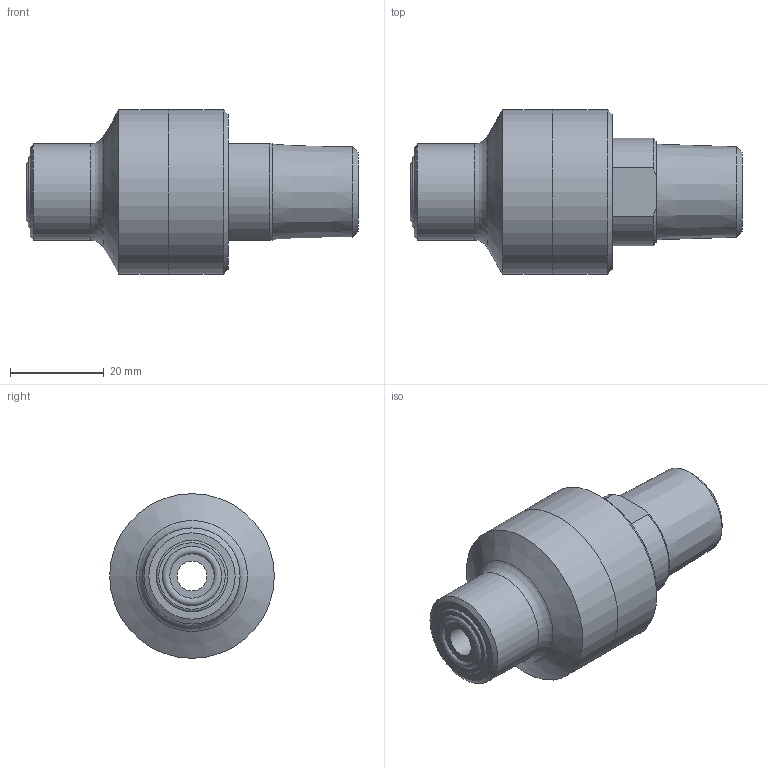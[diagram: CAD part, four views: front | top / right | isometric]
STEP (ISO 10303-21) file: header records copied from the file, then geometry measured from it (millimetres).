
FILE_DESCRIPTION(/* description */ (''),/* implementation_level */ '2;1');
FILE_NAME(/* name */ 'MITH-08K082.stp',/* time_stamp */ '2016-05-05T14:30:39-05:00',/* author */ ('scottg'),/* organization */ ('FasTest,Inc.'),/* preprocessor_version */ 'ST-DEVELOPER v16.1',/* originating_system */ 'Autodesk Inventor 2016',/* authorisation */ '');
FILE_SCHEMA (('AUTOMOTIVE_DESIGN { 1 0 10303 214 3 1 1 }'));
Length unit declared in the file: inch
Products named in the file (1): MITH-08K082
Bounding box: 70.69 x 35.05 x 35.05 mm (x, y, z)
Volume: 33799.4 mm3; surface area: 9168.5 mm2
Topology: 1 solids, 1 shells, 26 faces, 52 edges, 33 vertices
Faces by surface type: plane 9, cylinder 7, cone 7, torus 3
Full cylindrical faces by diameter (mm): 6.35 x1, 12.7 x1, 20.472 x1, 35.052 x2
Entity records: 675 total; most frequent: DIRECTION 112, CARTESIAN_POINT 103, ORIENTED_EDGE 74, AXIS2_PLACEMENT_3D 52, EDGE_LOOP 46, EDGE_CURVE 37, VERTEX_POINT 31, FACE_OUTER_BOUND 26
